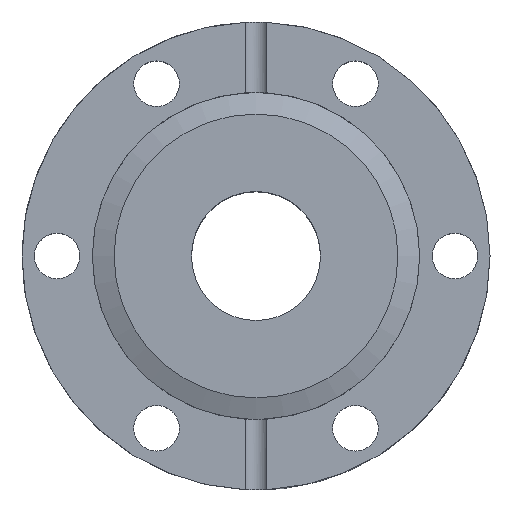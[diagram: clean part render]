
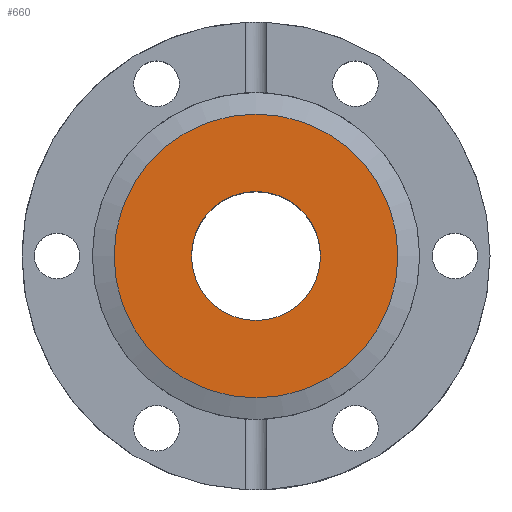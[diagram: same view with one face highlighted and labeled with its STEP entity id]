
A CAD part, top view. The second image highlights one B-rep face of the part: STEP entity #660.
In plain terms, the highlighted planar face has unit normal (0, 0, 1).
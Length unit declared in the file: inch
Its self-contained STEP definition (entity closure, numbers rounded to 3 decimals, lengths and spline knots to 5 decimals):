
#47=PLANE('',#765);
#87=FACE_BOUND('',#216,.T.);
#135=FACE_OUTER_BOUND('',#215,.T.);
#215=EDGE_LOOP('',(#502));
#216=EDGE_LOOP('',(#503));
#295=CIRCLE('',#764,0.825);
#296=CIRCLE('',#766,0.375);
#353=VERTEX_POINT('',#1145);
#354=VERTEX_POINT('',#1148);
#413=EDGE_CURVE('',#353,#353,#295,.T.);
#414=EDGE_CURVE('',#354,#354,#296,.T.);
#502=ORIENTED_EDGE('',*,*,#413,.T.);
#503=ORIENTED_EDGE('',*,*,#414,.T.);
#660=ADVANCED_FACE('',(#135,#87),#47,.F.);
#764=AXIS2_PLACEMENT_3D('',#1146,#925,#926);
#765=AXIS2_PLACEMENT_3D('',#1147,#927,#928);
#766=AXIS2_PLACEMENT_3D('',#1149,#929,#930);
#925=DIRECTION('center_axis',(0.,0.,1.));
#926=DIRECTION('ref_axis',(0.,1.,0.));
#927=DIRECTION('center_axis',(0.,0.,-1.));
#928=DIRECTION('ref_axis',(-1.,0.,0.));
#929=DIRECTION('center_axis',(0.,0.,-1.));
#930=DIRECTION('ref_axis',(-1.,0.,0.));
#1145=CARTESIAN_POINT('',(0.,0.825,-0.046));
#1146=CARTESIAN_POINT('Origin',(0.,0.,-0.046));
#1147=CARTESIAN_POINT('Origin',(0.,0.4125,-0.046));
#1148=CARTESIAN_POINT('',(0.375,0.,-0.046));
#1149=CARTESIAN_POINT('Origin',(0.,0.,-0.046));
